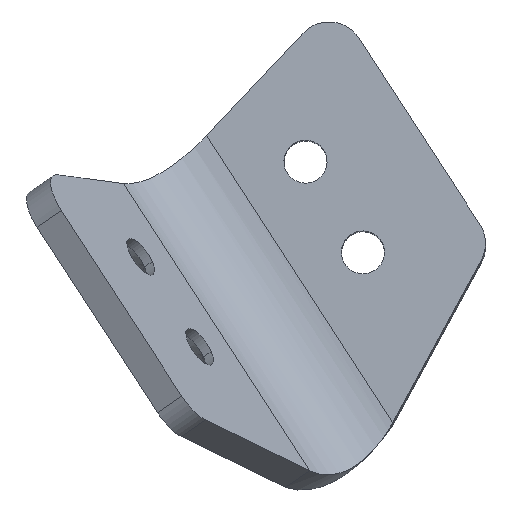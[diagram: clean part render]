
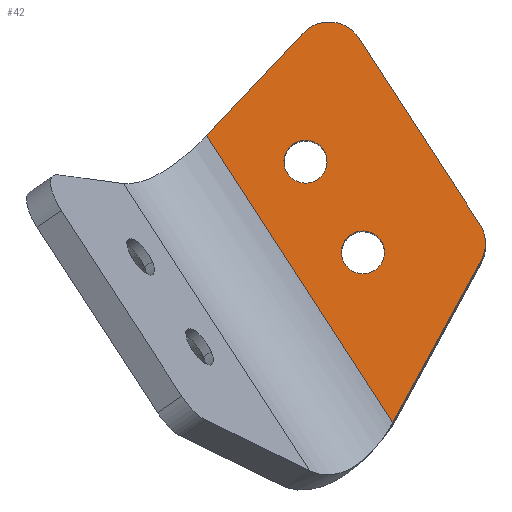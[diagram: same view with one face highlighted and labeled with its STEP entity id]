
A CAD part, isometric view. The second image highlights one B-rep face of the part: STEP entity #42.
In plain terms, the highlighted planar face has unit normal (-0.545, -0.537, 0.643).
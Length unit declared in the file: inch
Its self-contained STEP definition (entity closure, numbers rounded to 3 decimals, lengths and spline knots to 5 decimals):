
#11 = ORIENTED_EDGE ( 'NONE', *, *, #330, .F. ) ;
#22 = CARTESIAN_POINT ( 'NONE',  ( -2.16401, 0.28794, -13.71906 ) ) ;
#29 = CIRCLE ( 'NONE', #420, 0.125 ) ;
#42 = ADVANCED_FACE ( 'NONE', ( #167, #336, #243 ), #604, .F. ) ;
#46 = ORIENTED_EDGE ( 'NONE', *, *, #726, .T. ) ;
#55 = CIRCLE ( 'NONE', #504, 0.075 ) ;
#64 = CARTESIAN_POINT ( 'NONE',  ( -1.90895, 0.49844, -13.32709 ) ) ;
#114 = EDGE_CURVE ( 'NONE', #754, #358, #29, .T. ) ;
#126 = DIRECTION ( 'NONE',  ( 0., 0.767, 0.641 ) ) ;
#131 = ORIENTED_EDGE ( 'NONE', *, *, #1003, .F. ) ;
#164 = DIRECTION ( 'NONE',  ( -0.545, -0.537, 0.643 ) ) ;
#167 = FACE_BOUND ( 'NONE', #377, .T. ) ;
#173 = ORIENTED_EDGE ( 'NONE', *, *, #338, .T. ) ;
#194 = VERTEX_POINT ( 'NONE', #205 ) ;
#205 = CARTESIAN_POINT ( 'NONE',  ( -2.30807, 0.57427, -13.60192 ) ) ;
#241 = CARTESIAN_POINT ( 'NONE',  ( -2.0529, 0.00156, -13.86417 ) ) ;
#243 = FACE_OUTER_BOUND ( 'NONE', #422, .T. ) ;
#256 = VERTEX_POINT ( 'NONE', #22 ) ;
#257 = DIRECTION ( 'NONE',  ( -0.545, -0.537, 0.643 ) ) ;
#261 = DIRECTION ( 'NONE',  ( 0.763, 0., 0.646 ) ) ;
#284 = ORIENTED_EDGE ( 'NONE', *, *, #476, .T. ) ;
#288 = DIRECTION ( 'NONE',  ( -0.545, -0.537, 0.643 ) ) ;
#292 = EDGE_CURVE ( 'NONE', #256, #819, #818, .T. ) ;
#300 = CIRCLE ( 'NONE', #951, 0.125 ) ;
#314 = LINE ( 'NONE', #762, #994 ) ;
#322 = CIRCLE ( 'NONE', #1151, 0.075 ) ;
#330 = EDGE_CURVE ( 'NONE', #467, #395, #322, .T. ) ;
#334 = CARTESIAN_POINT ( 'NONE',  ( -2.10679, 0.28794, -13.67058 ) ) ;
#336 = FACE_BOUND ( 'NONE', #572, .T. ) ;
#338 = EDGE_CURVE ( 'NONE', #570, #456, #971, .T. ) ;
#346 = ORIENTED_EDGE ( 'NONE', *, *, #527, .T. ) ;
#358 = VERTEX_POINT ( 'NONE', #500 ) ;
#377 = EDGE_LOOP ( 'NONE', ( #824, #950 ) ) ;
#381 = VECTOR ( 'NONE', #878, 39.37008 ) ;
#383 = CARTESIAN_POINT ( 'NONE',  ( -2.11012, 0.00156, -13.91265 ) ) ;
#395 = VERTEX_POINT ( 'NONE', #924 ) ;
#420 = AXIS2_PLACEMENT_3D ( 'NONE', #694, #257, #1027 ) ;
#422 = EDGE_LOOP ( 'NONE', ( #46, #346, #173, #517, #284, #906, #1019 ) ) ;
#423 = LINE ( 'NONE', #579, #1143 ) ;
#427 = VERTEX_POINT ( 'NONE', #455 ) ;
#432 = EDGE_CURVE ( 'NONE', #819, #256, #55, .T. ) ;
#455 = CARTESIAN_POINT ( 'NONE',  ( -2.30807, -0.34247, -14.36779 ) ) ;
#456 = VERTEX_POINT ( 'NONE', #64 ) ;
#467 = VERTEX_POINT ( 'NONE', #241 ) ;
#476 = EDGE_CURVE ( 'NONE', #194, #427, #960, .T. ) ;
#496 = AXIS2_PLACEMENT_3D ( 'NONE', #383, #288, #902 ) ;
#500 = CARTESIAN_POINT ( 'NONE',  ( -1.77895, -0.24205, -13.83557 ) ) ;
#503 = CARTESIAN_POINT ( 'NONE',  ( -2.04957, 0.28794, -13.62209 ) ) ;
#504 = AXIS2_PLACEMENT_3D ( 'NONE', #797, #782, #261 ) ;
#506 = EDGE_CURVE ( 'NONE', #456, #194, #1142, .T. ) ;
#508 = DIRECTION ( 'NONE',  ( 0.763, 0., 0.646 ) ) ;
#517 = ORIENTED_EDGE ( 'NONE', *, *, #506, .T. ) ;
#521 = VERTEX_POINT ( 'NONE', #627 ) ;
#527 = EDGE_CURVE ( 'NONE', #521, #570, #300, .T. ) ;
#530 = CARTESIAN_POINT ( 'NONE',  ( -2.30807, -0.44448, -14.45302 ) ) ;
#570 = VERTEX_POINT ( 'NONE', #995 ) ;
#572 = EDGE_LOOP ( 'NONE', ( #131, #11 ) ) ;
#579 = CARTESIAN_POINT ( 'NONE',  ( -2.51377, -0.35936, -14.5562 ) ) ;
#590 = DIRECTION ( 'NONE',  ( -0.545, -0.537, 0.643 ) ) ;
#604 = PLANE ( 'NONE',  #800 ) ;
#627 = CARTESIAN_POINT ( 'NONE',  ( -1.77895, 0.35113, -13.34 ) ) ;
#690 = EDGE_CURVE ( 'NONE', #427, #754, #423, .T. ) ;
#694 = CARTESIAN_POINT ( 'NONE',  ( -1.88374, -0.19837, -13.88786 ) ) ;
#715 = VECTOR ( 'NONE', #788, 39.37008 ) ;
#726 = EDGE_CURVE ( 'NONE', #358, #521, #314, .T. ) ;
#749 = AXIS2_PLACEMENT_3D ( 'NONE', #334, #1111, #1122 ) ;
#754 = VERTEX_POINT ( 'NONE', #1006 ) ;
#762 = CARTESIAN_POINT ( 'NONE',  ( -1.77895, -0.29902, -13.88316 ) ) ;
#782 = DIRECTION ( 'NONE',  ( -0.545, -0.537, 0.643 ) ) ;
#788 = DIRECTION ( 'NONE',  ( -0.814, 0.155, -0.56 ) ) ;
#797 = CARTESIAN_POINT ( 'NONE',  ( -2.10679, 0.28794, -13.67058 ) ) ;
#800 = AXIS2_PLACEMENT_3D ( 'NONE', #942, #963, #508 ) ;
#818 = CIRCLE ( 'NONE', #749, 0.075 ) ;
#819 = VERTEX_POINT ( 'NONE', #503 ) ;
#824 = ORIENTED_EDGE ( 'NONE', *, *, #292, .F. ) ;
#830 = CARTESIAN_POINT ( 'NONE',  ( -2.11012, 0.00156, -13.91265 ) ) ;
#835 = DIRECTION ( 'NONE',  ( 0.763, 0., 0.646 ) ) ;
#840 = CIRCLE ( 'NONE', #496, 0.075 ) ;
#852 = DIRECTION ( 'NONE',  ( -0.545, -0.537, 0.643 ) ) ;
#872 = CARTESIAN_POINT ( 'NONE',  ( -1.88374, 0.39482, -13.39229 ) ) ;
#878 = DIRECTION ( 'NONE',  ( 0., -0.767, -0.641 ) ) ;
#902 = DIRECTION ( 'NONE',  ( 0.763, 0., 0.646 ) ) ;
#906 = ORIENTED_EDGE ( 'NONE', *, *, #690, .T. ) ;
#924 = CARTESIAN_POINT ( 'NONE',  ( -2.16734, 0.00156, -13.96114 ) ) ;
#940 = DIRECTION ( 'NONE',  ( 0.736, 0.06, 0.674 ) ) ;
#942 = CARTESIAN_POINT ( 'NONE',  ( 0.72118, 5.66566, -6.78166 ) ) ;
#950 = ORIENTED_EDGE ( 'NONE', *, *, #432, .F. ) ;
#951 = AXIS2_PLACEMENT_3D ( 'NONE', #872, #164, #977 ) ;
#960 = LINE ( 'NONE', #530, #381 ) ;
#963 = DIRECTION ( 'NONE',  ( 0.545, 0.537, -0.643 ) ) ;
#971 = CIRCLE ( 'NONE', #1000, 0.125 ) ;
#977 = DIRECTION ( 'NONE',  ( -0.763, 0., -0.646 ) ) ;
#994 = VECTOR ( 'NONE', #126, 39.37008 ) ;
#995 = CARTESIAN_POINT ( 'NONE',  ( -1.78837, 0.39482, -13.31148 ) ) ;
#1000 = AXIS2_PLACEMENT_3D ( 'NONE', #1103, #590, #1035 ) ;
#1003 = EDGE_CURVE ( 'NONE', #395, #467, #840, .T. ) ;
#1006 = CARTESIAN_POINT ( 'NONE',  ( -1.83358, -0.3035, -13.9332 ) ) ;
#1019 = ORIENTED_EDGE ( 'NONE', *, *, #114, .T. ) ;
#1027 = DIRECTION ( 'NONE',  ( -0.763, 0., -0.646 ) ) ;
#1035 = DIRECTION ( 'NONE',  ( -0.763, 0., -0.646 ) ) ;
#1061 = CARTESIAN_POINT ( 'NONE',  ( -2.51139, 0.61289, -13.74192 ) ) ;
#1103 = CARTESIAN_POINT ( 'NONE',  ( -1.88374, 0.39482, -13.39229 ) ) ;
#1111 = DIRECTION ( 'NONE',  ( -0.545, -0.537, 0.643 ) ) ;
#1122 = DIRECTION ( 'NONE',  ( 0.763, 0., 0.646 ) ) ;
#1142 = LINE ( 'NONE', #1061, #715 ) ;
#1143 = VECTOR ( 'NONE', #940, 39.37008 ) ;
#1151 = AXIS2_PLACEMENT_3D ( 'NONE', #830, #852, #835 ) ;
